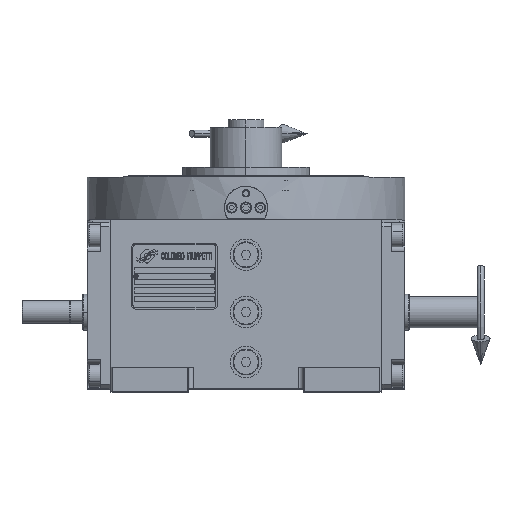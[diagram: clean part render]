
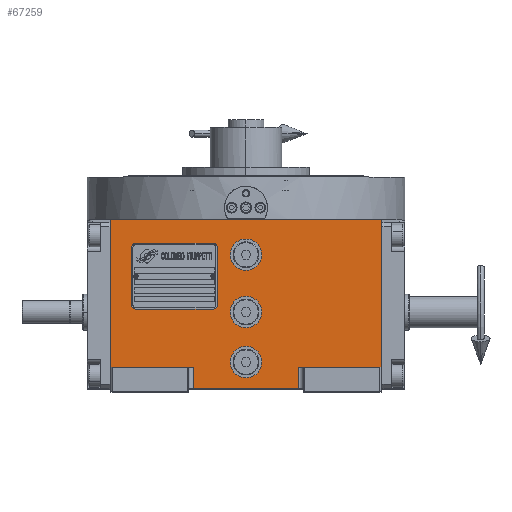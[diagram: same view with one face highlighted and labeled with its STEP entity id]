
A CAD part, top view. The second image highlights one B-rep face of the part: STEP entity #67259.
In plain terms, the highlighted planar face has unit normal (0, 0, 1).
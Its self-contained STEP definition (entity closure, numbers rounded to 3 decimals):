
#2146 = CIRCLE ( 'NONE', #19307, 11. ) ;
#2871 = VERTEX_POINT ( 'NONE', #14732 ) ;
#3114 = DIRECTION ( 'NONE',  ( 0., 0., 1. ) ) ;
#3502 = FACE_BOUND ( 'NONE', #70088, .T. ) ;
#4921 = CARTESIAN_POINT ( 'NONE',  ( 0., 0., 163.5 ) ) ;
#5059 = CARTESIAN_POINT ( 'NONE',  ( 37., -53.5, 163.5 ) ) ;
#5089 = CARTESIAN_POINT ( 'NONE',  ( 37., -38.5, 163.5 ) ) ;
#5530 = VECTOR ( 'NONE', #17955, 1000. ) ;
#5899 = AXIS2_PLACEMENT_3D ( 'NONE', #47040, #30560, #31635 ) ;
#7314 = CARTESIAN_POINT ( 'NONE',  ( 37., -38.5, 163.5 ) ) ;
#7676 = DIRECTION ( 'NONE',  ( 0., -1., 0. ) ) ;
#8473 = CARTESIAN_POINT ( 'NONE',  ( 0., -35., 163.5 ) ) ;
#8914 = EDGE_CURVE ( 'NONE', #41397, #47096, #57795, .T. ) ;
#11194 = LINE ( 'NONE', #5089, #18923 ) ;
#11860 = ORIENTED_EDGE ( 'NONE', *, *, #14491, .F. ) ;
#11963 = ORIENTED_EDGE ( 'NONE', *, *, #12853, .T. ) ;
#12338 = CARTESIAN_POINT ( 'NONE',  ( 37., -38.5, 163.5 ) ) ;
#12675 = CARTESIAN_POINT ( 'NONE',  ( 11., -35., 163.5 ) ) ;
#12853 = EDGE_CURVE ( 'NONE', #66575, #44709, #69486, .T. ) ;
#14257 = FACE_OUTER_BOUND ( 'NONE', #24714, .T. ) ;
#14326 = CARTESIAN_POINT ( 'NONE',  ( 11., 0., 163.5 ) ) ;
#14409 = AXIS2_PLACEMENT_3D ( 'NONE', #16506, #32259, #33311 ) ;
#14491 = EDGE_CURVE ( 'NONE', #2871, #54359, #35495, .T. ) ;
#14732 = CARTESIAN_POINT ( 'NONE',  ( -94.5, -38.5, 163.5 ) ) ;
#14935 = DIRECTION ( 'NONE',  ( 0., 1., 0. ) ) ;
#15160 = CARTESIAN_POINT ( 'NONE',  ( -37., -53.5, 163.5 ) ) ;
#15850 = VECTOR ( 'NONE', #66589, 1000. ) ;
#16506 = CARTESIAN_POINT ( 'NONE',  ( 0., 40., 163.5 ) ) ;
#17091 = ORIENTED_EDGE ( 'NONE', *, *, #52359, .T. ) ;
#17955 = DIRECTION ( 'NONE',  ( 1., 0., 0. ) ) ;
#18133 = DIRECTION ( 'NONE',  ( 0., 0., 1. ) ) ;
#18798 = ORIENTED_EDGE ( 'NONE', *, *, #67649, .F. ) ;
#18881 = DIRECTION ( 'NONE',  ( 1., 0., 0. ) ) ;
#18923 = VECTOR ( 'NONE', #26199, 1000. ) ;
#19307 = AXIS2_PLACEMENT_3D ( 'NONE', #4921, #26726, #48567 ) ;
#20341 = CARTESIAN_POINT ( 'NONE',  ( -11., 40., 163.5 ) ) ;
#20770 = CIRCLE ( 'NONE', #35657, 11. ) ;
#20859 = VERTEX_POINT ( 'NONE', #31663 ) ;
#21014 = VERTEX_POINT ( 'NONE', #12675 ) ;
#21282 = ORIENTED_EDGE ( 'NONE', *, *, #48732, .F. ) ;
#22069 = CARTESIAN_POINT ( 'NONE',  ( 0., 0., 163.5 ) ) ;
#23113 = AXIS2_PLACEMENT_3D ( 'NONE', #63244, #58236, #31412 ) ;
#23660 = CARTESIAN_POINT ( 'NONE',  ( -94.5, 64.5, 163.5 ) ) ;
#23986 = EDGE_LOOP ( 'NONE', ( #18798, #48513 ) ) ;
#24039 = ORIENTED_EDGE ( 'NONE', *, *, #64246, .F. ) ;
#24183 = CIRCLE ( 'NONE', #5899, 11. ) ;
#24400 = VERTEX_POINT ( 'NONE', #57750 ) ;
#24714 = EDGE_LOOP ( 'NONE', ( #11963, #37923, #17091, #66252, #58513, #11860, #39803, #21282 ) ) ;
#26025 = FACE_BOUND ( 'NONE', #42296, .T. ) ;
#26199 = DIRECTION ( 'NONE',  ( 1., 0., 0. ) ) ;
#26726 = DIRECTION ( 'NONE',  ( 0., 0., 1. ) ) ;
#26807 = VERTEX_POINT ( 'NONE', #14326 ) ;
#29201 = VECTOR ( 'NONE', #7676, 1000. ) ;
#29390 = LINE ( 'NONE', #23660, #5530 ) ;
#29515 = VERTEX_POINT ( 'NONE', #7314 ) ;
#30323 = CARTESIAN_POINT ( 'NONE',  ( 0., 40., 163.5 ) ) ;
#30560 = DIRECTION ( 'NONE',  ( 0., 0., 1. ) ) ;
#31412 = DIRECTION ( 'NONE',  ( 1., 0., 0. ) ) ;
#31635 = DIRECTION ( 'NONE',  ( -1., 0., 0. ) ) ;
#31663 = CARTESIAN_POINT ( 'NONE',  ( 94.5, 64.5, 163.5 ) ) ;
#32259 = DIRECTION ( 'NONE',  ( 0., 0., 1. ) ) ;
#32448 = DIRECTION ( 'NONE',  ( 0., 0., 1. ) ) ;
#33311 = DIRECTION ( 'NONE',  ( -1., 0., 0. ) ) ;
#33332 = VECTOR ( 'NONE', #14935, 1000. ) ;
#33581 = DIRECTION ( 'NONE',  ( 1., 0., 0. ) ) ;
#34852 = LINE ( 'NONE', #12338, #29201 ) ;
#35495 = LINE ( 'NONE', #51567, #15850 ) ;
#35557 = ORIENTED_EDGE ( 'NONE', *, *, #8914, .F. ) ;
#35657 = AXIS2_PLACEMENT_3D ( 'NONE', #22069, #32448, #65335 ) ;
#37923 = ORIENTED_EDGE ( 'NONE', *, *, #52170, .F. ) ;
#38600 = CARTESIAN_POINT ( 'NONE',  ( -94.5, -38.5, 163.5 ) ) ;
#39803 = ORIENTED_EDGE ( 'NONE', *, *, #45120, .T. ) ;
#40132 = CIRCLE ( 'NONE', #58398, 11. ) ;
#40591 = CARTESIAN_POINT ( 'NONE',  ( -94.5, 64.5, 163.5 ) ) ;
#41397 = VERTEX_POINT ( 'NONE', #20341 ) ;
#42296 = EDGE_LOOP ( 'NONE', ( #51577, #62584 ) ) ;
#42415 = CARTESIAN_POINT ( 'NONE',  ( 11., 40., 163.5 ) ) ;
#42817 = LINE ( 'NONE', #70665, #33332 ) ;
#43538 = EDGE_CURVE ( 'NONE', #24400, #21014, #24183, .T. ) ;
#44308 = VERTEX_POINT ( 'NONE', #65226 ) ;
#44709 = VERTEX_POINT ( 'NONE', #5059 ) ;
#45120 = EDGE_CURVE ( 'NONE', #2871, #68639, #65754, .T. ) ;
#45769 = VERTEX_POINT ( 'NONE', #60150 ) ;
#46794 = EDGE_CURVE ( 'NONE', #45769, #26807, #20770, .T. ) ;
#47007 = CARTESIAN_POINT ( 'NONE',  ( -37., -53.5, 163.5 ) ) ;
#47040 = CARTESIAN_POINT ( 'NONE',  ( 0., -35., 163.5 ) ) ;
#47096 = VERTEX_POINT ( 'NONE', #42415 ) ;
#47170 = FACE_BOUND ( 'NONE', #23986, .T. ) ;
#48513 = ORIENTED_EDGE ( 'NONE', *, *, #43538, .F. ) ;
#48567 = DIRECTION ( 'NONE',  ( 1., 0., 0. ) ) ;
#48732 = EDGE_CURVE ( 'NONE', #66575, #68639, #54459, .T. ) ;
#49457 = VECTOR ( 'NONE', #33581, 1000. ) ;
#49902 = CARTESIAN_POINT ( 'NONE',  ( -37., -38.5, 163.5 ) ) ;
#51567 = CARTESIAN_POINT ( 'NONE',  ( -94.5, -38.5, 163.5 ) ) ;
#51577 = ORIENTED_EDGE ( 'NONE', *, *, #58054, .F. ) ;
#52170 = EDGE_CURVE ( 'NONE', #29515, #44709, #34852, .T. ) ;
#52359 = EDGE_CURVE ( 'NONE', #29515, #44308, #11194, .T. ) ;
#54359 = VERTEX_POINT ( 'NONE', #40591 ) ;
#54459 = LINE ( 'NONE', #15160, #68945 ) ;
#57189 = EDGE_CURVE ( 'NONE', #54359, #20859, #29390, .T. ) ;
#57750 = CARTESIAN_POINT ( 'NONE',  ( -11., -35., 163.5 ) ) ;
#57795 = CIRCLE ( 'NONE', #14409, 11. ) ;
#58054 = EDGE_CURVE ( 'NONE', #26807, #45769, #2146, .T. ) ;
#58236 = DIRECTION ( 'NONE',  ( 0., 0., 1. ) ) ;
#58398 = AXIS2_PLACEMENT_3D ( 'NONE', #30323, #3114, #18881 ) ;
#58513 = ORIENTED_EDGE ( 'NONE', *, *, #57189, .F. ) ;
#58769 = DIRECTION ( 'NONE',  ( 1., 0., 0. ) ) ;
#59274 = PLANE ( 'NONE',  #23113 ) ;
#60150 = CARTESIAN_POINT ( 'NONE',  ( -11., 0., 163.5 ) ) ;
#62584 = ORIENTED_EDGE ( 'NONE', *, *, #46794, .F. ) ;
#63244 = CARTESIAN_POINT ( 'NONE',  ( -94.5, -53.5, 163.5 ) ) ;
#64246 = EDGE_CURVE ( 'NONE', #47096, #41397, #40132, .T. ) ;
#64287 = EDGE_CURVE ( 'NONE', #44308, #20859, #42817, .T. ) ;
#64450 = CARTESIAN_POINT ( 'NONE',  ( -37., -53.5, 163.5 ) ) ;
#65226 = CARTESIAN_POINT ( 'NONE',  ( 94.5, -38.5, 163.5 ) ) ;
#65335 = DIRECTION ( 'NONE',  ( -1., 0., 0. ) ) ;
#65415 = AXIS2_PLACEMENT_3D ( 'NONE', #8473, #18133, #67091 ) ;
#65533 = DIRECTION ( 'NONE',  ( 0., 1., 0. ) ) ;
#65754 = LINE ( 'NONE', #38600, #49457 ) ;
#66252 = ORIENTED_EDGE ( 'NONE', *, *, #64287, .T. ) ;
#66575 = VERTEX_POINT ( 'NONE', #64450 ) ;
#66581 = CIRCLE ( 'NONE', #65415, 11. ) ;
#66589 = DIRECTION ( 'NONE',  ( 0., 1., 0. ) ) ;
#67091 = DIRECTION ( 'NONE',  ( 1., 0., 0. ) ) ;
#67259 = ADVANCED_FACE ( 'NONE', ( #26025, #47170, #3502, #14257 ), #59274, .T. ) ;
#67649 = EDGE_CURVE ( 'NONE', #21014, #24400, #66581, .T. ) ;
#68639 = VERTEX_POINT ( 'NONE', #49902 ) ;
#68945 = VECTOR ( 'NONE', #65533, 1000. ) ;
#69486 = LINE ( 'NONE', #47007, #69831 ) ;
#69831 = VECTOR ( 'NONE', #58769, 1000. ) ;
#70088 = EDGE_LOOP ( 'NONE', ( #24039, #35557 ) ) ;
#70665 = CARTESIAN_POINT ( 'NONE',  ( 94.5, -38.5, 163.5 ) ) ;
